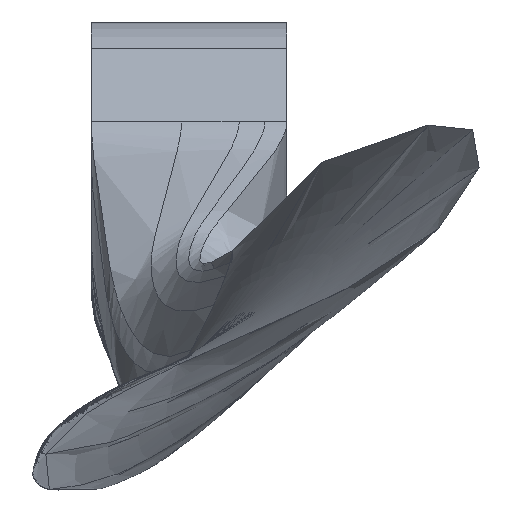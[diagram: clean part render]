
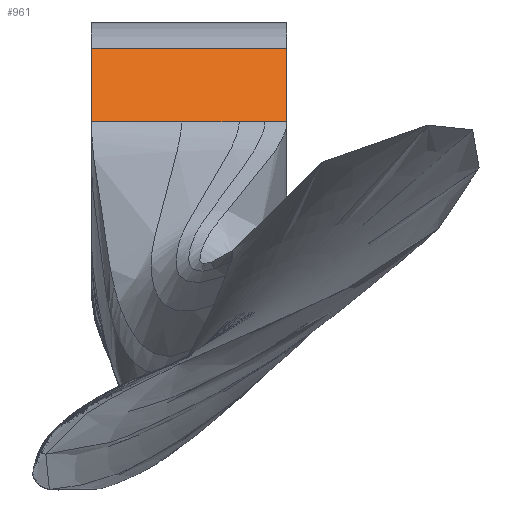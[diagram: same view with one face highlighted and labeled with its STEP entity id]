
A CAD part, top view. The second image highlights one B-rep face of the part: STEP entity #961.
In plain terms, the highlighted planar face has unit normal (0, 0.766, 0.643).
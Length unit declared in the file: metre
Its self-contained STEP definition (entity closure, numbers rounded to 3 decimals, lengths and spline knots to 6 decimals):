
#199=VECTOR('',#1023,1.);
#203=VECTOR('',#1031,1.);
#215=VECTOR('',#1045,1.);
#216=VECTOR('',#1046,1.);
#217=VECTOR('',#1047,1.);
#218=VECTOR('',#1048,1.);
#219=VECTOR('',#1049,1.);
#251=LINE('',#1094,#199);
#255=LINE('',#1105,#203);
#267=LINE('',#1128,#215);
#268=LINE('',#1130,#216);
#269=LINE('',#1132,#217);
#270=LINE('',#1134,#218);
#271=LINE('',#1136,#219);
#305=PLANE('',#4689);
#311=VERTEX_POINT('',#1092);
#313=VERTEX_POINT('',#1095);
#317=VERTEX_POINT('',#1104);
#327=VERTEX_POINT('',#1129);
#328=VERTEX_POINT('',#1131);
#329=VERTEX_POINT('',#1133);
#330=VERTEX_POINT('',#1135);
#414=EDGE_CURVE('',#313,#311,#251,.T.);
#419=EDGE_CURVE('',#317,#311,#255,.T.);
#431=EDGE_CURVE('',#327,#317,#267,.T.);
#432=EDGE_CURVE('',#328,#327,#268,.T.);
#433=EDGE_CURVE('',#329,#328,#269,.T.);
#434=EDGE_CURVE('',#330,#329,#270,.T.);
#435=EDGE_CURVE('',#313,#330,#271,.T.);
#581=ORIENTED_EDGE('',*,*,#419,.F.);
#582=ORIENTED_EDGE('',*,*,#431,.F.);
#583=ORIENTED_EDGE('',*,*,#432,.F.);
#584=ORIENTED_EDGE('',*,*,#433,.F.);
#585=ORIENTED_EDGE('',*,*,#434,.F.);
#586=ORIENTED_EDGE('',*,*,#435,.F.);
#587=ORIENTED_EDGE('',*,*,#414,.T.);
#855=EDGE_LOOP('',(#581,#582,#583,#584,#585,#586,#587));
#909=FACE_BOUND('',#855,.T.);
#961=ADVANCED_FACE('',(#909),#305,.T.);
#1023=DIRECTION('',(0.,0.643,-0.766));
#1031=DIRECTION('',(1.,0.,0.));
#1044=DIRECTION('',(0.,0.766,0.643));
#1045=DIRECTION('',(0.,0.643,-0.766));
#1046=DIRECTION('',(-1.,0.,0.));
#1047=DIRECTION('',(-1.,0.,0.));
#1048=DIRECTION('',(-1.,0.,0.));
#1049=DIRECTION('',(-1.,0.,0.));
#1092=CARTESIAN_POINT('',(0.003221,0.00991,0.015747));
#1094=CARTESIAN_POINT('',(0.003221,0.00766,0.018428));
#1095=CARTESIAN_POINT('',(0.003221,0.00766,0.018428));
#1104=CARTESIAN_POINT('',(-0.002779,0.00991,0.015747));
#1105=CARTESIAN_POINT('',(-0.000586,0.00991,0.015747));
#1127=CARTESIAN_POINT('',(-0.001393,0.00766,0.018428));
#1128=CARTESIAN_POINT('',(-0.002779,0.00766,0.018428));
#1129=CARTESIAN_POINT('',(-0.002779,0.00766,0.018428));
#1130=CARTESIAN_POINT('',(0.003221,0.00766,0.018428));
#1131=CARTESIAN_POINT('',(-0.000008,0.00766,0.018428));
#1132=CARTESIAN_POINT('',(0.003221,0.00766,0.018428));
#1133=CARTESIAN_POINT('',(0.001754,0.00766,0.018428));
#1134=CARTESIAN_POINT('',(0.003221,0.00766,0.018428));
#1135=CARTESIAN_POINT('',(0.002544,0.00766,0.018428));
#1136=CARTESIAN_POINT('',(0.003221,0.00766,0.018428));
#4689=AXIS2_PLACEMENT_3D('',#1127,#1044,$);
